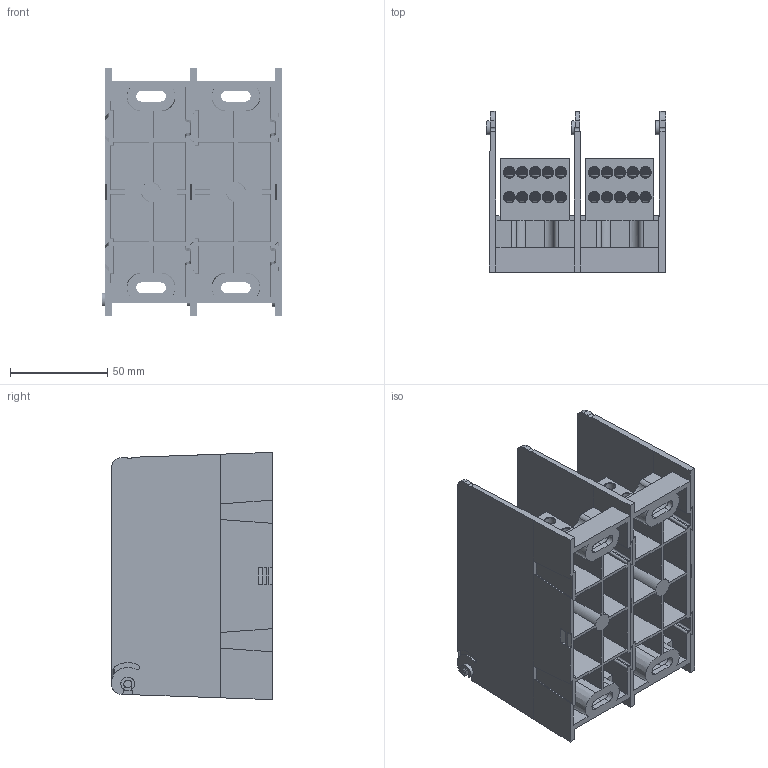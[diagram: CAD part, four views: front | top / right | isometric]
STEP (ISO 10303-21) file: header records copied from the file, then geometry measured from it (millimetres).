
FILE_DESCRIPTION (( 'STEP AP214' ), '1' );
FILE_NAME ('701964rev-2P.STEP', '2013-12-12T21:13:46', ( '' ), ( '' ), 'SwSTEP 2.0', 'SolidWorks 2013', '' );
FILE_SCHEMA (( 'AUTOMOTIVE_DESIGN' ));
Length unit declared in the file: inch
Products named in the file (30): 701964rev-2P_1_13; 701964rev-2P_1_25; 701964rev-2P_1_21; 701964rev-2P_1_6; 701964rev-2P_1_11; 701964rev-2P_1_16; 701964rev-2P_1_19; 701964rev-2P_1_4; 701964rev-2P_1_27; 701964rev-2P_1_15; 701964rev-2P_1_2; 701964rev-2P_1_28; 701964rev-2P_1_7; 701964rev-2P_1_23; 701964rev-2P_1_20; 701964rev-2P_1_10; 701964rev-2P_1_14; 701964rev-2P; 701964rev-2P_1_18; 701964rev-2P_1_3; 701964rev-2P_1_26; 701964rev-2P_1; 701964rev-2P_1_17; 701964rev-2P_1_12; 701964rev-2P_1_22; 701964rev-2P_1_9; 701964rev-2P_1_5; 701964rev-2P_1_24; 701964rev-2P_1_8; 701964rev-2P_1_29
Assembly tree (29 placements, depth 2):
  701964rev-2P
    701964rev-2P_1_20
    701964rev-2P_1_7
    701964rev-2P_1_2
    701964rev-2P_1_27
    701964rev-2P_1_19
    701964rev-2P_1_11
    701964rev-2P_1_21
    701964rev-2P_1_13
    701964rev-2P_1_8
    701964rev-2P_1_5
    701964rev-2P_1_9
    701964rev-2P_1_22
    701964rev-2P_1_12
    701964rev-2P_1_17
    701964rev-2P_1
    701964rev-2P_1_26
    701964rev-2P_1_3
    701964rev-2P_1_18
    701964rev-2P_1_14
    701964rev-2P_1_10
    701964rev-2P_1_23
    701964rev-2P_1_28
    701964rev-2P_1_15
    701964rev-2P_1_4
    701964rev-2P_1_16
    701964rev-2P_1_6
    701964rev-2P_1_25
    701964rev-2P_1_29
    701964rev-2P_1_24
Bounding box: 92.16 x 82.55 x 127.01 mm (x, y, z)
Surface area: 169671 mm2 (no closed solid volume)
Topology: 0 solids, 29 shells, 2101 faces, 5722 edges, 3710 vertices
Faces by surface type: cylinder 712, cone 670, plane 641, bspline 78
Full cylindrical faces by diameter (mm): 4.064 x1, 4.928 x2, 5.41 x40, 5.578 x140, 6.35 x120, 6.909 x2, 7.112 x1, 9.921 x2, 10.795 x2, 11.112 x2, 11.125 x2, 12.7 x2
Entity records: 125434 total; most frequent: CARTESIAN_POINT 53405, ORIENTED_EDGE 8930, DIRECTION 8064, EDGE_CURVE 4496, VERTEX_POINT 3206, AXIS2_PLACEMENT_3D 3103, EDGE_LOOP 2920, FACE_OUTER_BOUND 2413
